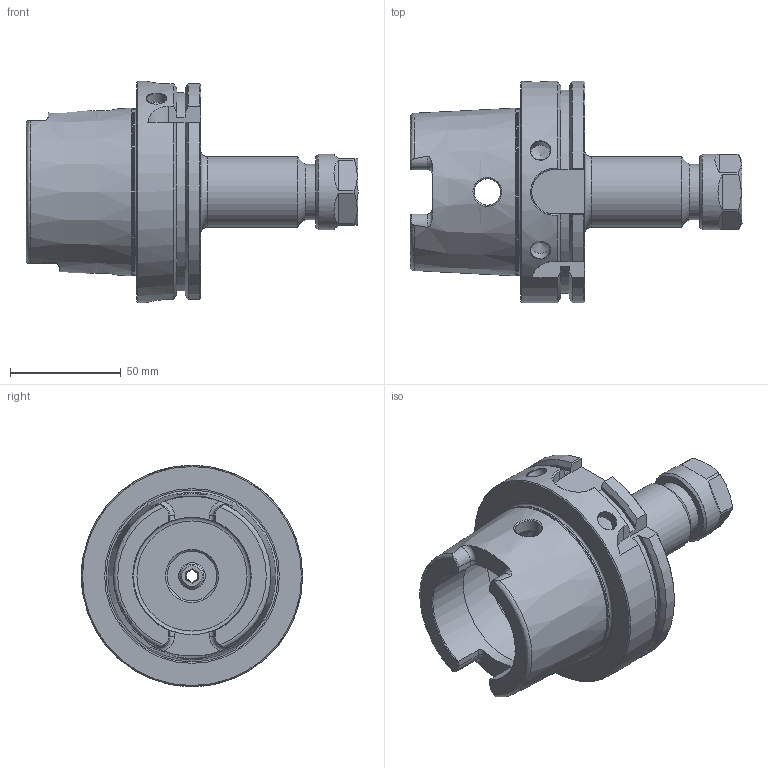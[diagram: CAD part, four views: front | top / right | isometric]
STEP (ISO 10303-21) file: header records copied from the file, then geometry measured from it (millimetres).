
FILE_DESCRIPTION(/* description */ ('ER COLLET CHUCK'),/* implementation_level */ '2;1');
FILE_NAME(/* name */ 'H100-20ERF394.stp',/* time_stamp */ '2017-01-26T15:49:39-05:00',/* author */ ('davhar'),/* organization */ (''),/* preprocessor_version */ 'ST-DEVELOPER v16.1',/* originating_system */ 'Autodesk Inventor 2016',/* authorisation */ '');
FILE_SCHEMA (('AUTOMOTIVE_DESIGN { 1 0 10303 214 3 1 1 }'));
Length unit declared in the file: inch
Products named in the file (4): H100-20ER4-1; 20ERHN; BS-09; H100-20ERF394
Assembly tree (3 placements, depth 2):
  H100-20ERF394
    H100-20ER4-1
    20ERHN
    BS-09
Bounding box: 150.08 x 100 x 100 mm (x, y, z)
Volume: 296895.6 mm3; surface area: 63658.4 mm2
Topology: 3 solids, 3 shells, 195 faces, 480 edges, 299 vertices
Faces by surface type: plane 75, cylinder 50, cone 38, torus 19, bspline 13
Full cylindrical faces by diameter (mm): 7.137 x1, 9 x2, 10 x1, 10.719 x2, 11.989 x1, 12 x3, 12.751 x1, 14.097 x1, 14.478 x1, 15.494 x1, 16.84 x1, 22.377 x1, 23.5 x1, 25 x1, 25.016 x1, 26 x1, 31.75 x1, 34 x1, 53 x2, 63 x1, 75.364 x1, 100 x1
Entity records: 6694 total; most frequent: CARTESIAN_POINT 2364, DIRECTION 823, ORIENTED_EDGE 812, EDGE_CURVE 406, AXIS2_PLACEMENT_3D 346, VERTEX_POINT 283, EDGE_LOOP 271, FACE_OUTER_BOUND 195
